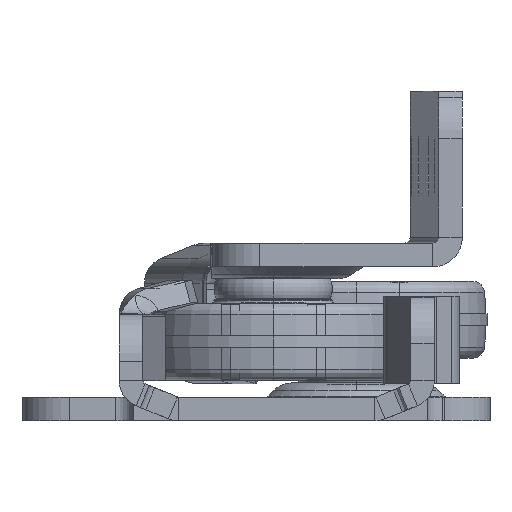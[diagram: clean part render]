
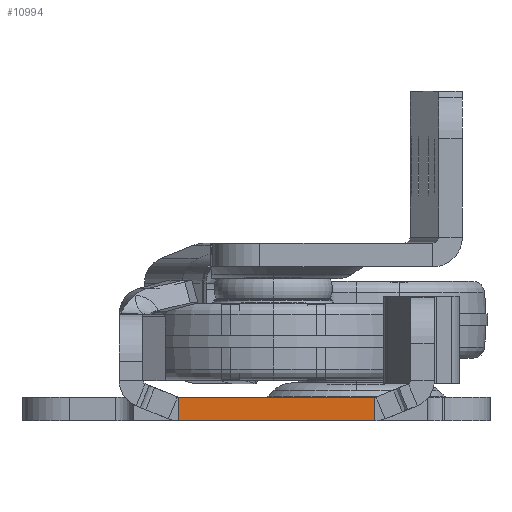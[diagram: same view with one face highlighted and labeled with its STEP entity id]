
A CAD part, left-side view. The second image highlights one B-rep face of the part: STEP entity #10994.
In plain terms, the highlighted planar face has unit normal (-1, 0, 0).
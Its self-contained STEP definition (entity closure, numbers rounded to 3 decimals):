
#517 = VECTOR ( 'NONE', #16830, 1000. ) ;
#653 = ORIENTED_EDGE ( 'NONE', *, *, #5068, .T. ) ;
#875 = CARTESIAN_POINT ( 'NONE',  ( -549.5, -9.522, 0. ) ) ;
#1360 = VECTOR ( 'NONE', #11085, 1000. ) ;
#3013 = CARTESIAN_POINT ( 'NONE',  ( -549.5, 7.022, 0. ) ) ;
#4260 = CARTESIAN_POINT ( 'NONE',  ( -549.5, -21.25, 0. ) ) ;
#5068 = EDGE_CURVE ( 'NONE', #8810, #9418, #11595, .T. ) ;
#5906 = CARTESIAN_POINT ( 'NONE',  ( -549.5, 7.022, 2. ) ) ;
#6128 = CARTESIAN_POINT ( 'NONE',  ( -549.5, -9.522, 2. ) ) ;
#6490 = EDGE_CURVE ( 'NONE', #9997, #9418, #12038, .T. ) ;
#7267 = AXIS2_PLACEMENT_3D ( 'NONE', #13379, #14694, #17357 ) ;
#7571 = DIRECTION ( 'NONE',  ( 0., 1., 0. ) ) ;
#8275 = VECTOR ( 'NONE', #7571, 1000. ) ;
#8390 = EDGE_LOOP ( 'NONE', ( #13216, #653, #10468, #9309 ) ) ;
#8810 = VERTEX_POINT ( 'NONE', #13614 ) ;
#9309 = ORIENTED_EDGE ( 'NONE', *, *, #15412, .F. ) ;
#9319 = CARTESIAN_POINT ( 'NONE',  ( -549.5, 7.022, 2. ) ) ;
#9418 = VERTEX_POINT ( 'NONE', #5906 ) ;
#9997 = VERTEX_POINT ( 'NONE', #3013 ) ;
#10419 = FACE_OUTER_BOUND ( 'NONE', #8390, .T. ) ;
#10468 = ORIENTED_EDGE ( 'NONE', *, *, #6490, .F. ) ;
#10994 = ADVANCED_FACE ( 'NONE', ( #10419 ), #15681, .T. ) ;
#11085 = DIRECTION ( 'NONE',  ( 0., 1., 0. ) ) ;
#11273 = CARTESIAN_POINT ( 'NONE',  ( -549.5, -11.5, 2. ) ) ;
#11595 = LINE ( 'NONE', #11273, #8275 ) ;
#12038 = LINE ( 'NONE', #9319, #15001 ) ;
#12619 = LINE ( 'NONE', #6128, #517 ) ;
#12657 = LINE ( 'NONE', #4260, #1360 ) ;
#13216 = ORIENTED_EDGE ( 'NONE', *, *, #16143, .F. ) ;
#13379 = CARTESIAN_POINT ( 'NONE',  ( -549.5, -11.5, 2. ) ) ;
#13614 = CARTESIAN_POINT ( 'NONE',  ( -549.5, -9.522, 2. ) ) ;
#14564 = DIRECTION ( 'NONE',  ( 0., 0., 1. ) ) ;
#14694 = DIRECTION ( 'NONE',  ( -1., 0., 0. ) ) ;
#15001 = VECTOR ( 'NONE', #14564, 1000. ) ;
#15412 = EDGE_CURVE ( 'NONE', #16639, #9997, #12657, .T. ) ;
#15681 = PLANE ( 'NONE',  #7267 ) ;
#16143 = EDGE_CURVE ( 'NONE', #8810, #16639, #12619, .T. ) ;
#16639 = VERTEX_POINT ( 'NONE', #875 ) ;
#16830 = DIRECTION ( 'NONE',  ( 0., 0., -1. ) ) ;
#17357 = DIRECTION ( 'NONE',  ( 0., 1., 0. ) ) ;
